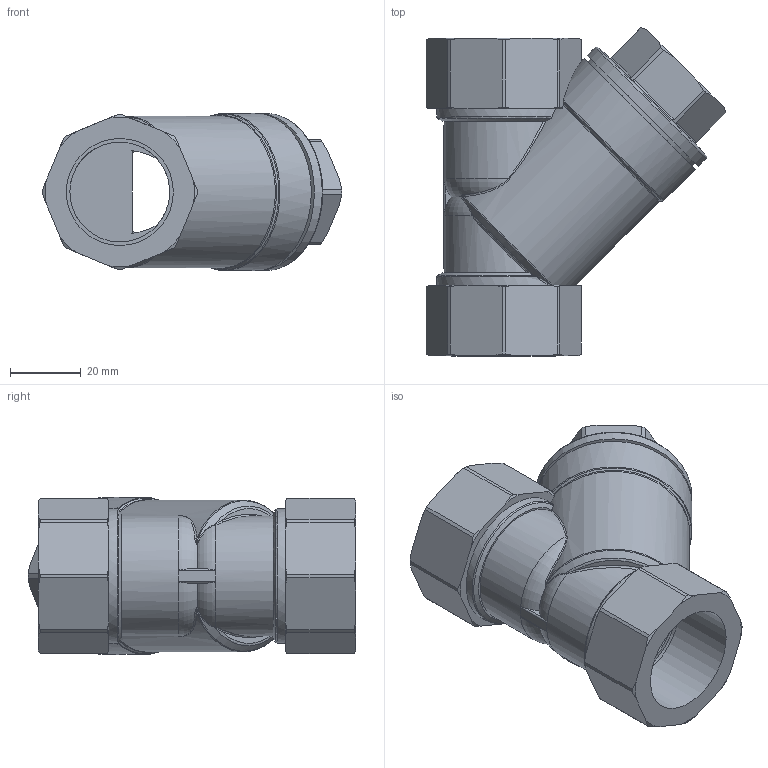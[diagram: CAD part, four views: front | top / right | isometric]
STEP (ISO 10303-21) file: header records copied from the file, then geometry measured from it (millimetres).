
FILE_DESCRIPTION(/* description */ ('Unknown'),/* implementation_level */ '2;1');
FILE_NAME(/* name */ '9160-06',/* time_stamp */ '2023-01-24T11:07:56+01:00',/* author */ ('Unknown'),/* organization */ ('Unknown'),/* preprocessor_version */ 'ST-DEVELOPER v16.7',/* originating_system */ 'Solid Edge',/* authorisation */ 'Unknown');
FILE_SCHEMA (('AUTOMOTIVE_DESIGN {1 0 10303 214 3 1 1}'));
Length unit declared in the file: millimetre
Products named in the file (4): 9160-06; 9160-06-Deckel; 9160-06-Dichtung; 9160-06-Körper
Assembly tree (3 placements, depth 2):
  9160-06
    9160-06-Deckel
    9160-06-Dichtung
    9160-06-Körper
Bounding box: 84.9 x 92.9 x 44.5 mm (x, y, z)
Volume: 81651.3 mm3; surface area: 36782.7 mm2
Topology: 3 solids, 3 shells, 186 faces, 493 edges, 321 vertices
Faces by surface type: cylinder 55, plane 54, cone 44, bspline 20, torus 13
Full cylindrical faces by diameter (mm): 24 x1, 25 x1, 28.3 x2, 30.291 x4, 31 x1, 34.376 x2, 36 x1, 37 x1, 37.5 x1, 41 x1, 41.8 x1, 44.5 x2
Entity records: 7145 total; most frequent: CARTESIAN_POINT 1842, ORIENTED_EDGE 918, DIRECTION 812, EDGE_CURVE 459, AXIS2_PLACEMENT_3D 354, VERTEX_POINT 310, EDGE_LOOP 223, FACE_BOUND 223
